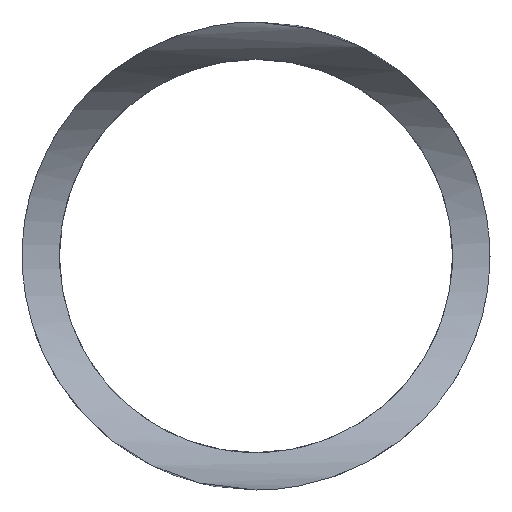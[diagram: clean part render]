
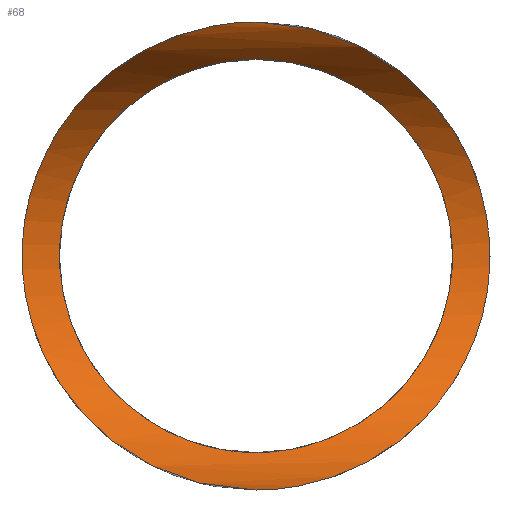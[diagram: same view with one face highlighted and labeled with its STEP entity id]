
A CAD part, front view. The second image highlights one B-rep face of the part: STEP entity #68.
In plain terms, the highlighted cylindrical face has radius 12.5 mm (diameter 25 mm), a partial arc.
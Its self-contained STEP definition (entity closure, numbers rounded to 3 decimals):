
#21=B_SPLINE_CURVE_WITH_KNOTS('',3,(#119,#120,#121,#122,#123,#124,#125,
#126,#127,#128,#129,#130,#131,#132,#133,#134,#135,#136,#137,#138,#139,#140,
#141,#142,#143,#144,#145),.UNSPECIFIED.,.T.,.F.,(1,1,1,1,1,1,1,1,1,1,1,
1,1,1,1,1,1,1,1,1,1,1,1,1,1,1,1,1,1,1,1),(-0.007,-0.004,
-0.002,0.,0.002,0.004,0.007,
0.009,0.013,0.018,0.022,
0.026,0.029,0.031,0.033,
0.035,0.037,0.04,0.042,
0.044,0.048,0.053,0.057,
0.062,0.064,0.066,0.068,
0.07,0.073,0.075,0.077),
 .UNSPECIFIED.);
#22=ELLIPSE('',#84,17.678,12.5);
#23=ELLIPSE('',#85,17.678,12.5);
#31=ORIENTED_EDGE('',*,*,#35,.T.);
#32=ORIENTED_EDGE('',*,*,#36,.F.);
#33=ORIENTED_EDGE('',*,*,#38,.T.);
#35=EDGE_CURVE('',#40,#41,#22,.F.);
#36=EDGE_CURVE('',#40,#41,#23,.T.);
#38=EDGE_CURVE('',#43,#43,#21,.T.);
#40=VERTEX_POINT('',#113);
#41=VERTEX_POINT('',#114);
#43=VERTEX_POINT('',#146);
#52=EDGE_LOOP('',(#31,#32));
#53=EDGE_LOOP('',(#33));
#60=FACE_BOUND('',#52,.T.);
#61=FACE_BOUND('',#53,.T.);
#64=CYLINDRICAL_SURFACE('',#89,12.5);
#68=ADVANCED_FACE('',(#60,#61),#64,.F.);
#84=AXIS2_PLACEMENT_3D('',#112,#96,#97);
#85=AXIS2_PLACEMENT_3D('',#115,#98,#99);
#89=AXIS2_PLACEMENT_3D('',#148,#106,#107);
#96=DIRECTION('',(0.707,0.707,0.));
#97=DIRECTION('',(-0.707,0.707,0.));
#98=DIRECTION('',(-0.707,0.707,0.));
#99=DIRECTION('',(0.707,0.707,0.));
#106=DIRECTION('',(-1.,0.,0.));
#107=DIRECTION('',(0.,0.,1.));
#112=CARTESIAN_POINT('',(0.,0.,0.));
#113=CARTESIAN_POINT('',(0.,0.,12.5));
#114=CARTESIAN_POINT('',(0.,0.,-12.5));
#115=CARTESIAN_POINT('',(0.,0.,0.));
#119=CARTESIAN_POINT('',(-2.212,7.04,10.338));
#120=CARTESIAN_POINT('',(0.002,6.654,10.581));
#121=CARTESIAN_POINT('',(2.205,7.039,10.339));
#122=CARTESIAN_POINT('',(4.149,7.901,9.713));
#123=CARTESIAN_POINT('',(5.873,8.945,8.775));
#124=CARTESIAN_POINT('',(7.861,10.348,7.164));
#125=CARTESIAN_POINT('',(9.847,11.946,4.405));
#126=CARTESIAN_POINT('',(10.824,12.775,0.014));
#127=CARTESIAN_POINT('',(9.857,11.955,-4.383));
#128=CARTESIAN_POINT('',(7.872,10.357,-7.154));
#129=CARTESIAN_POINT('',(5.881,8.95,-8.77));
#130=CARTESIAN_POINT('',(4.158,7.906,-9.71));
#131=CARTESIAN_POINT('',(2.21,7.039,-10.339));
#132=CARTESIAN_POINT('',(-0.004,6.654,-10.581));
#133=CARTESIAN_POINT('',(-2.207,7.04,-10.339));
#134=CARTESIAN_POINT('',(-4.15,7.902,-9.713));
#135=CARTESIAN_POINT('',(-5.874,8.946,-8.774));
#136=CARTESIAN_POINT('',(-7.862,10.349,-7.164));
#137=CARTESIAN_POINT('',(-9.847,11.946,-4.404));
#138=CARTESIAN_POINT('',(-10.824,12.775,-0.014));
#139=CARTESIAN_POINT('',(-9.858,11.955,4.383));
#140=CARTESIAN_POINT('',(-7.873,10.357,7.153));
#141=CARTESIAN_POINT('',(-5.882,8.951,8.769));
#142=CARTESIAN_POINT('',(-4.159,7.907,9.709));
#143=CARTESIAN_POINT('',(-2.212,7.04,10.338));
#144=CARTESIAN_POINT('',(0.002,6.654,10.581));
#145=CARTESIAN_POINT('',(2.205,7.039,10.339));
#146=CARTESIAN_POINT('',(0.,6.782,10.5));
#148=CARTESIAN_POINT('',(750.293,0.,0.));
